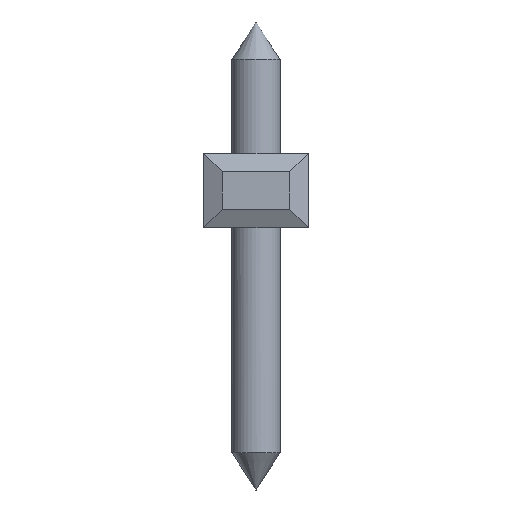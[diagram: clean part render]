
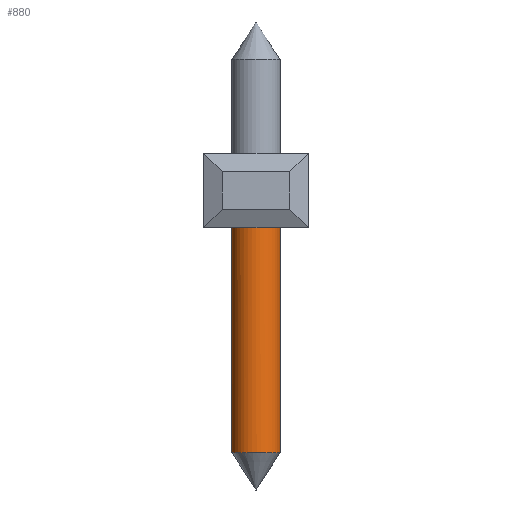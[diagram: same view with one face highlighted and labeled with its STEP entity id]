
A CAD part, left-side view. The second image highlights one B-rep face of the part: STEP entity #880.
In plain terms, the highlighted cylindrical face has radius 0.65 mm (diameter 1.3 mm), a full revolution.
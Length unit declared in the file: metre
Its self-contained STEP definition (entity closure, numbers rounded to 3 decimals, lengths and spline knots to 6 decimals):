
#880=ADVANCED_FACE('',(#1831,#1832),#1833,.T.);
#1831=FACE_OUTER_BOUND('',#2858,.T.);
#1832=FACE_OUTER_BOUND('',#2859,.T.);
#1833=CYLINDRICAL_SURFACE('',#2860,0.00065);
#2858=EDGE_LOOP('',(#5415));
#2859=EDGE_LOOP('',(#5416));
#2860=AXIS2_PLACEMENT_3D('',#5417,#5418,#5419);
#5415=ORIENTED_EDGE('',*,*,#5791,.F.);
#5416=ORIENTED_EDGE('',*,*,#6608,.F.);
#5417=CARTESIAN_POINT('',(-0.00435,-0.03326,0.0025));
#5418=DIRECTION('',(0.0,0.,-1.0));
#5419=DIRECTION('',(-1.0,0.0,0.0));
#5791=EDGE_CURVE('',#6864,#6864,#6865,.T.);
#6608=EDGE_CURVE('',#8022,#8022,#8023,.T.);
#6864=VERTEX_POINT('',#8350);
#6865=CIRCLE('',#8351,0.00065);
#8022=VERTEX_POINT('',#10064);
#8023=CIRCLE('',#10065,0.00065);
#8350=CARTESIAN_POINT('',(-0.00435,-0.03391,-0.0018));
#8351=AXIS2_PLACEMENT_3D('',#10247,#10248,#10249);
#10064=CARTESIAN_POINT('',(-0.00396,-0.03274,-0.008));
#10065=AXIS2_PLACEMENT_3D('',#10869,#10870,#10871);
#10247=CARTESIAN_POINT('',(-0.00435,-0.03326,-0.0018));
#10248=DIRECTION('',(0.0,0.,1.0));
#10249=DIRECTION('',(0.0,-1.0,0.));
#10869=CARTESIAN_POINT('',(-0.00435,-0.03326,-0.008));
#10870=DIRECTION('',(0.,0.,-1.0));
#10871=DIRECTION('',(0.6,0.8,0.));
